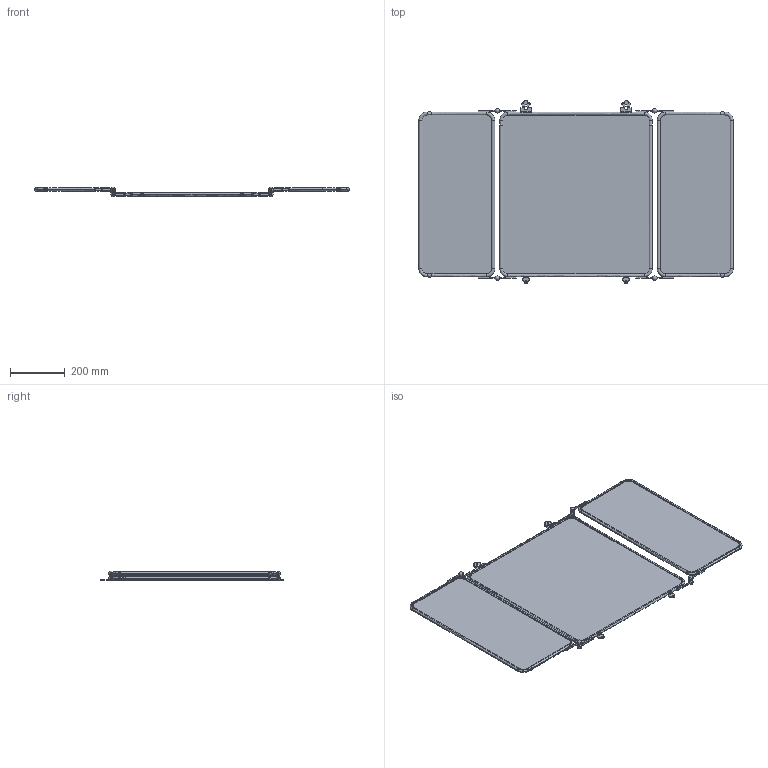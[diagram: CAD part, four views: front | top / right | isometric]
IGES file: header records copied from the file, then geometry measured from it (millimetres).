
Global section: file name: ARCA45 mirror; native system: AutoCAD 2016 - English; preprocessor: Autodesk Translation Framework DWG producer (atf_dwg_producer); organization: unknown; date: 20170207.120323; units: millimetre
Bounding box: 1143.99 x 665.98 x 34.84 mm (x, y, z)
Volume: 4837945.4 mm3; surface area: 1658231.6 mm2
Topology: 61 solids, 61 shells, 1977 faces, 5536 edges, 3707 vertices
Faces by surface type: bspline 1977
